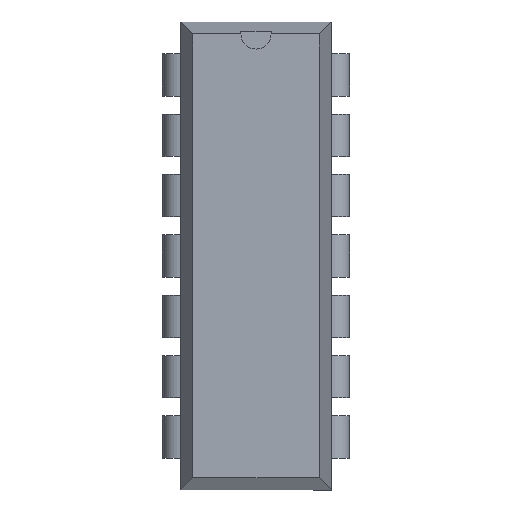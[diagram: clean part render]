
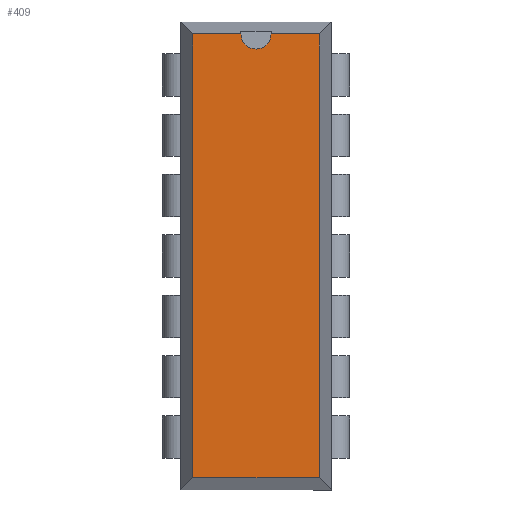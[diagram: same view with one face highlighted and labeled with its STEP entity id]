
A CAD part, top view. The second image highlights one B-rep face of the part: STEP entity #409.
In plain terms, the highlighted planar face has unit normal (0, 0, 1).
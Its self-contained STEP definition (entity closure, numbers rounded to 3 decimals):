
#111=CARTESIAN_POINT('',(0.635,9.337,5.33));
#112=VERTEX_POINT('',#111);
#134=CARTESIAN_POINT('',(-0.635,9.337,5.33));
#135=VERTEX_POINT('',#134);
#136=CARTESIAN_POINT('',(0.,9.337,5.33));
#137=DIRECTION('',(0.0,0.0,-1.0));
#138=DIRECTION('',(0.0,-1.0,0.0));
#139=AXIS2_PLACEMENT_3D('',#136,#137,#138);
#140=CIRCLE('',#139,0.635);
#141=EDGE_CURVE('',#112,#135,#140,.T.);
#178=CARTESIAN_POINT('',(2.667,9.337,5.33));
#179=VERTEX_POINT('',#178);
#180=CARTESIAN_POINT('',(0.635,9.337,5.33));
#181=DIRECTION('',(1.0,0.0,0.0));
#182=VECTOR('',#181,2.032);
#183=LINE('',#180,#182);
#184=EDGE_CURVE('',#112,#179,#183,.T.);
#202=CARTESIAN_POINT('',(-2.667,9.337,5.33));
#203=VERTEX_POINT('',#202);
#210=CARTESIAN_POINT('',(-2.667,9.337,5.33));
#211=DIRECTION('',(1.0,0.0,0.0));
#212=VECTOR('',#211,2.032);
#213=LINE('',#210,#212);
#214=EDGE_CURVE('',#203,#135,#213,.T.);
#266=CARTESIAN_POINT('',(2.667,-9.337,5.33));
#267=VERTEX_POINT('',#266);
#274=CARTESIAN_POINT('',(-2.667,-9.337,5.33));
#275=VERTEX_POINT('',#274);
#276=CARTESIAN_POINT('',(2.667,-9.337,5.33));
#277=DIRECTION('',(-1.0,0.0,0.0));
#278=VECTOR('',#277,5.334);
#279=LINE('',#276,#278);
#280=EDGE_CURVE('',#267,#275,#279,.T.);
#379=CARTESIAN_POINT('',(-2.667,-9.337,5.33));
#380=DIRECTION('',(0.0,1.0,0.0));
#381=VECTOR('',#380,18.674);
#382=LINE('',#379,#381);
#383=EDGE_CURVE('',#275,#203,#382,.T.);
#391=CARTESIAN_POINT('',(2.667,-0.315,5.33));
#392=DIRECTION('',(0.0,0.0,1.0));
#393=DIRECTION('',(0.0,-1.0,0.0));
#394=AXIS2_PLACEMENT_3D('',#391,#392,#393);
#395=PLANE('',#394);
#396=ORIENTED_EDGE('',*,*,#141,.T.);
#397=ORIENTED_EDGE('',*,*,#214,.F.);
#398=ORIENTED_EDGE('',*,*,#383,.F.);
#399=ORIENTED_EDGE('',*,*,#280,.F.);
#400=CARTESIAN_POINT('',(2.667,-9.337,5.33));
#401=DIRECTION('',(0.0,1.0,0.0));
#402=VECTOR('',#401,18.674);
#403=LINE('',#400,#402);
#404=EDGE_CURVE('',#267,#179,#403,.T.);
#405=ORIENTED_EDGE('',*,*,#404,.T.);
#406=ORIENTED_EDGE('',*,*,#184,.F.);
#407=EDGE_LOOP('',(#396,#397,#398,#399,#405,#406));
#408=FACE_OUTER_BOUND('',#407,.T.);
#409=ADVANCED_FACE('',(#408),#395,.T.);
